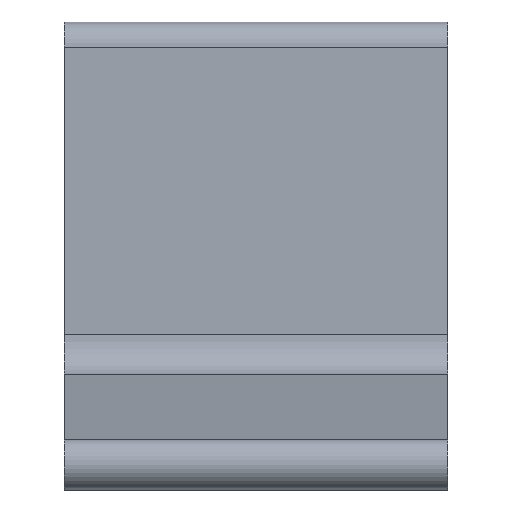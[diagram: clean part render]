
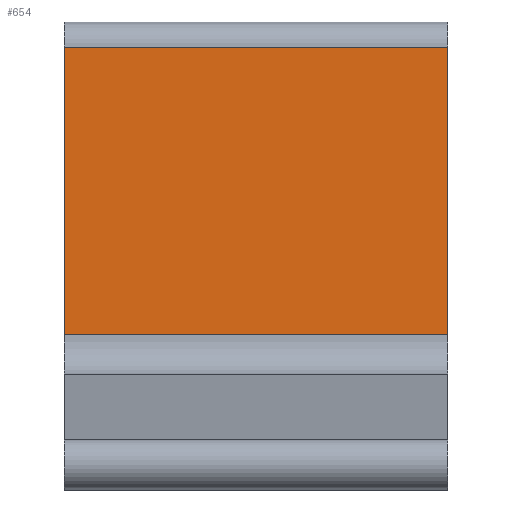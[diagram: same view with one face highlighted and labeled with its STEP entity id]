
A CAD part, top view. The second image highlights one B-rep face of the part: STEP entity #654.
In plain terms, the highlighted planar face has unit normal (0, 0, 1).
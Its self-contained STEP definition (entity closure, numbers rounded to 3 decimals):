
#470=CARTESIAN_POINT('Vertex',(190.,142.729,0.)) ;
#473=CARTESIAN_POINT('Line Origine',(190.,0.,0.)) ;
#477=CARTESIAN_POINT('Vertex',(190.,-142.729,0.)) ;
#535=CARTESIAN_POINT('Vertex',(-190.,-142.729,0.)) ;
#538=CARTESIAN_POINT('Line Origine',(-190.,0.,0.)) ;
#542=CARTESIAN_POINT('Vertex',(-190.,142.729,0.)) ;
#609=CARTESIAN_POINT('Line Origine',(0.,-142.729,0.)) ;
#626=CARTESIAN_POINT('Line Origine',(0.,142.729,0.)) ;
#643=CARTESIAN_POINT('Axis2P3D Location',(0.,142.729,0.)) ;
#474=DIRECTION('Vector Direction',(0.,-1.,0.)) ;
#539=DIRECTION('Vector Direction',(0.,-1.,0.)) ;
#610=DIRECTION('Vector Direction',(1.,0.,0.)) ;
#627=DIRECTION('Vector Direction',(1.,0.,0.)) ;
#644=DIRECTION('Axis2P3D Direction',(0.,0.,1.)) ;
#645=DIRECTION('Axis2P3D XDirection',(-0.,-1.,0.)) ;
#646=AXIS2_PLACEMENT_3D('Plane Axis2P3D',#643,#644,#645) ;
#649=ORIENTED_EDGE('',*,*,#630,.F.) ;
#650=ORIENTED_EDGE('',*,*,#544,.T.) ;
#651=ORIENTED_EDGE('',*,*,#613,.T.) ;
#652=ORIENTED_EDGE('',*,*,#479,.F.) ;
#475=VECTOR('Line Direction',#474,1.) ;
#540=VECTOR('Line Direction',#539,1.) ;
#611=VECTOR('Line Direction',#610,1.) ;
#628=VECTOR('Line Direction',#627,1.) ;
#654=ADVANCED_FACE('Corps principal',(#653),#647,.T.) ;
#479=EDGE_CURVE('',#471,#478,#476,.T.) ;
#544=EDGE_CURVE('',#543,#536,#541,.T.) ;
#613=EDGE_CURVE('',#536,#478,#612,.T.) ;
#630=EDGE_CURVE('',#543,#471,#629,.T.) ;
#648=EDGE_LOOP('',(#649,#650,#651,#652)) ;
#653=FACE_OUTER_BOUND('',#648,.T.) ;
#476=LINE('Line',#473,#475) ;
#541=LINE('Line',#538,#540) ;
#612=LINE('Line',#609,#611) ;
#629=LINE('Line',#626,#628) ;
#647=PLANE('Plane',#646) ;
#471=VERTEX_POINT('',#470) ;
#478=VERTEX_POINT('',#477) ;
#536=VERTEX_POINT('',#535) ;
#543=VERTEX_POINT('',#542) ;
